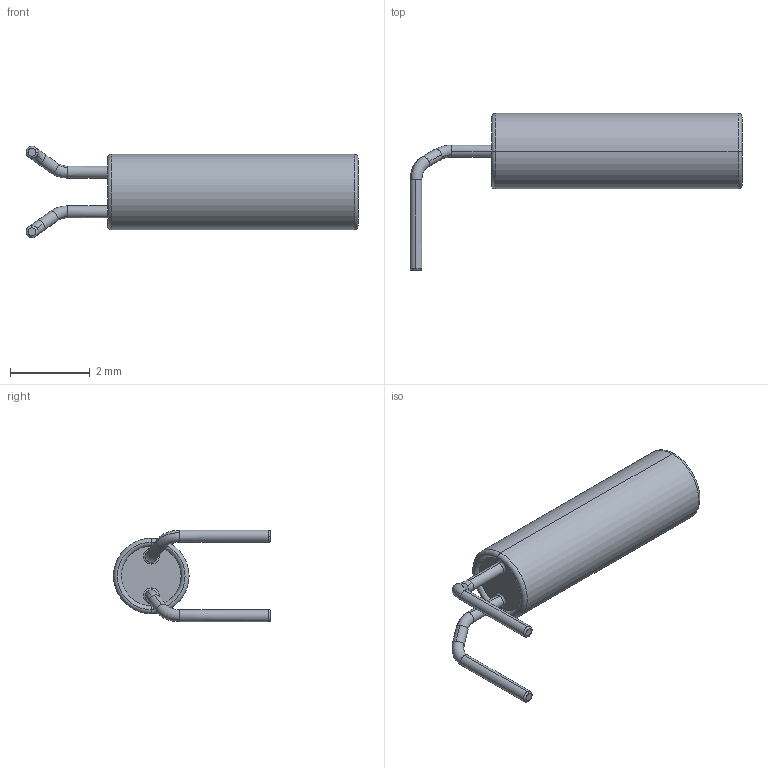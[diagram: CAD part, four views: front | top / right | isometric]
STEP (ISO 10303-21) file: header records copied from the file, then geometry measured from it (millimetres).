
FILE_DESCRIPTION (( 'STEP AP214' ), '1' );
FILE_NAME ('User Library-KX-26.STEP', '2017-09-28T10:38:50', ( 'Windows User' ), ( '' ), 'SwSTEP 2.0', 'SolidWorks 2017', '' );
FILE_SCHEMA (( 'AUTOMOTIVE_DESIGN' ));
Length unit declared in the file: millimetre
Products named in the file (1): User Library-KX-26
Bounding box: 8.35 x 3.95 x 2.3 mm (x, y, z)
Volume: 18.3 mm3; surface area: 51.9 mm2
Topology: 1 solids, 1 shells, 40 faces, 96 edges, 60 vertices
Faces by surface type: torus 22, cylinder 14, plane 4
Entity records: 1581 total; most frequent: DIRECTION 260, CARTESIAN_POINT 197, ORIENTED_EDGE 192, AXIS2_PLACEMENT_3D 123, EDGE_CURVE 96, CIRCLE 82, VERTEX_POINT 60, EDGE_LOOP 42
